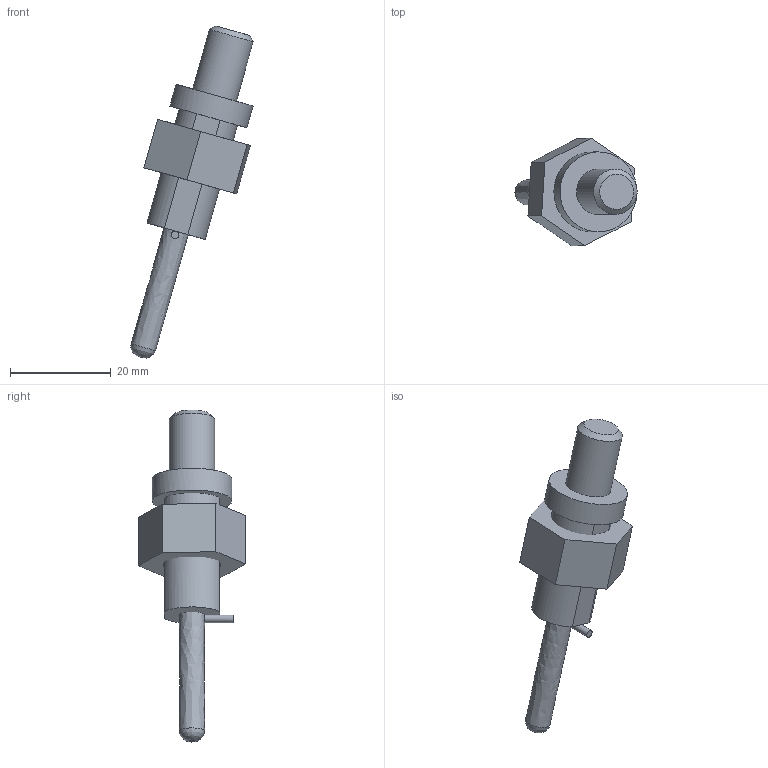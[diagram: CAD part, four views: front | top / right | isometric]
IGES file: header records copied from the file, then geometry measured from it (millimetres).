
Global section: file name: return button assy; native system: Autodesk Inventor 2024; preprocessor: unknown; author: iijima; date: 20231114.055350; units: millimetre
Bounding box: 24.3 x 21.36 x 66.02 mm (x, y, z)
Volume: 6070.9 mm3; surface area: 5014.3 mm2
Topology: 4 solids, 4 shells, 31 faces, 62 edges, 42 vertices
Faces by surface type: bspline 31
